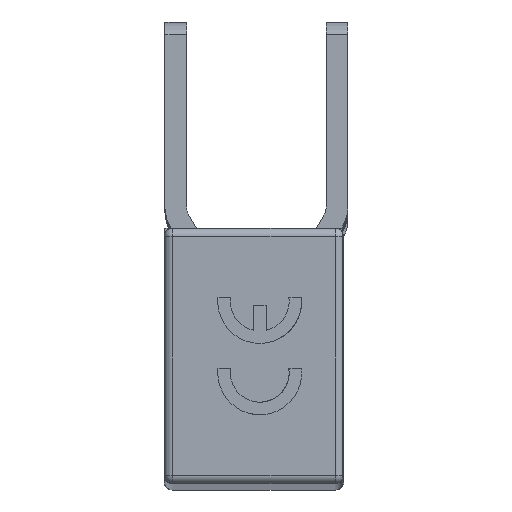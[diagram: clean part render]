
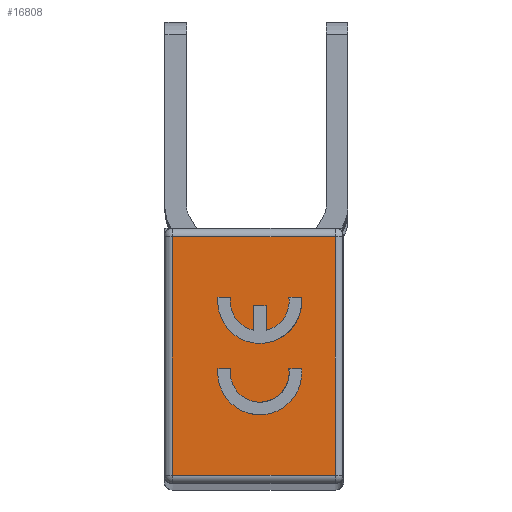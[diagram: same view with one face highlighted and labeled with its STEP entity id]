
A CAD part, top view. The second image highlights one B-rep face of the part: STEP entity #16808.
In plain terms, the highlighted planar face has unit normal (0, 0, 1).
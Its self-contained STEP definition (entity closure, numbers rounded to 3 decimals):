
#13115=DIRECTION('',(-1.,0.,0.));
#13116=VECTOR('',#13115,9.7);
#13117=CARTESIAN_POINT('',(8.047,9.008,215.));
#13118=LINE('',#13117,#13116);
#13503=DIRECTION('',(0.,-1.,0.));
#13504=VECTOR('',#13503,14.2);
#13505=CARTESIAN_POINT('',(-1.653,9.008,215.));
#13506=LINE('',#13505,#13504);
#13565=DIRECTION('',(1.,0.,0.));
#13566=VECTOR('',#13565,9.7);
#13567=CARTESIAN_POINT('',(-1.653,-5.192,215.));
#13568=LINE('',#13567,#13566);
#13627=DIRECTION('',(0.,1.,0.));
#13628=VECTOR('',#13627,14.2);
#13629=CARTESIAN_POINT('',(8.047,-5.192,215.));
#13630=LINE('',#13629,#13628);
#13641=DIRECTION('',(-1.,0.,0.));
#13642=VECTOR('',#13641,0.755);
#13643=CARTESIAN_POINT('',(1.815,1.158,215.));
#13644=LINE('',#13643,#13642);
#13648=CARTESIAN_POINT('',(3.547,0.908,215.));
#13649=DIRECTION('',(0.,0.,1.));
#13650=DIRECTION('',(-0.995,0.1,0.));
#13651=AXIS2_PLACEMENT_3D('',#13648,#13649,#13650);
#13656=CARTESIAN_POINT('',(3.547,0.908,215.));
#13657=DIRECTION('',(0.,0.,1.));
#13658=DIRECTION('',(0.995,-0.1,0.));
#13659=AXIS2_PLACEMENT_3D('',#13656,#13657,#13658);
#13664=DIRECTION('',(-1.,0.,0.));
#13665=VECTOR('',#13664,0.755);
#13666=CARTESIAN_POINT('',(6.035,1.158,215.));
#13667=LINE('',#13666,#13665);
#13671=CARTESIAN_POINT('',(3.547,0.908,215.));
#13672=DIRECTION('',(0.,0.,-1.));
#13673=DIRECTION('',(0.99,0.143,0.));
#13674=AXIS2_PLACEMENT_3D('',#13671,#13672,#13673);
#13679=CARTESIAN_POINT('',(3.547,0.908,215.));
#13680=DIRECTION('',(0.,0.,-1.));
#13681=DIRECTION('',(0.99,-0.143,0.));
#13682=AXIS2_PLACEMENT_3D('',#13679,#13680,#13681);
#13687=CARTESIAN_POINT('',(3.547,0.908,215.));
#13688=DIRECTION('',(0.,0.,-1.));
#13689=DIRECTION('',(0.,-1.,0.));
#13690=AXIS2_PLACEMENT_3D('',#13687,#13688,#13689);
#13695=DIRECTION('',(-1.,0.,0.));
#13696=VECTOR('',#13695,0.755);
#13697=CARTESIAN_POINT('',(1.815,5.408,215.));
#13698=LINE('',#13697,#13696);
#13702=CARTESIAN_POINT('',(3.547,5.158,215.));
#13703=DIRECTION('',(0.,0.,1.));
#13704=DIRECTION('',(-0.995,0.1,0.));
#13705=AXIS2_PLACEMENT_3D('',#13702,#13703,#13704);
#13710=CARTESIAN_POINT('',(3.547,5.158,215.));
#13711=DIRECTION('',(0.,0.,1.));
#13712=DIRECTION('',(0.,-1.,0.));
#13713=AXIS2_PLACEMENT_3D('',#13710,#13711,#13712);
#13718=CARTESIAN_POINT('',(3.547,5.158,215.));
#13719=DIRECTION('',(0.,0.,1.));
#13720=DIRECTION('',(0.995,-0.1,0.));
#13721=AXIS2_PLACEMENT_3D('',#13718,#13719,#13720);
#13726=DIRECTION('',(-1.,0.,0.));
#13727=VECTOR('',#13726,0.755);
#13728=CARTESIAN_POINT('',(6.035,5.408,215.));
#13729=LINE('',#13728,#13727);
#13733=CARTESIAN_POINT('',(3.547,5.158,215.));
#13734=DIRECTION('',(0.,0.,-1.));
#13735=DIRECTION('',(0.99,0.143,0.));
#13736=AXIS2_PLACEMENT_3D('',#13733,#13734,#13735);
#13741=DIRECTION('',(0.,1.,0.));
#13742=VECTOR('',#13741,1.459);
#13743=CARTESIAN_POINT('',(3.922,3.449,215.));
#13744=LINE('',#13743,#13742);
#13748=DIRECTION('',(-1.,0.,0.));
#13749=VECTOR('',#13748,0.75);
#13750=CARTESIAN_POINT('',(3.922,4.908,215.));
#13751=LINE('',#13750,#13749);
#13755=DIRECTION('',(0.,-1.,0.));
#13756=VECTOR('',#13755,1.459);
#13757=CARTESIAN_POINT('',(3.172,4.908,215.));
#13758=LINE('',#13757,#13756);
#13762=CARTESIAN_POINT('',(3.547,5.158,215.));
#13763=DIRECTION('',(0.,0.,-1.));
#13764=DIRECTION('',(-0.214,-0.977,0.));
#13765=AXIS2_PLACEMENT_3D('',#13762,#13763,#13764);
#15335=CARTESIAN_POINT('',(-1.653,9.008,215.));
#15336=VERTEX_POINT('',#15335);
#15339=CARTESIAN_POINT('',(8.047,9.008,215.));
#15341=VERTEX_POINT('',#15339);
#15405=CARTESIAN_POINT('',(-1.653,-5.192,215.));
#15406=VERTEX_POINT('',#15405);
#15411=CARTESIAN_POINT('',(8.047,-5.192,215.));
#15412=VERTEX_POINT('',#15411);
#15419=CARTESIAN_POINT('',(1.815,1.158,215.));
#15420=CARTESIAN_POINT('',(1.06,1.158,215.));
#15421=VERTEX_POINT('',#15419);
#15422=VERTEX_POINT('',#15420);
#15423=CARTESIAN_POINT('',(6.035,0.658,215.));
#15424=VERTEX_POINT('',#15423);
#15425=CARTESIAN_POINT('',(6.035,1.158,215.));
#15426=VERTEX_POINT('',#15425);
#15427=CARTESIAN_POINT('',(5.279,1.158,215.));
#15428=VERTEX_POINT('',#15427);
#15429=CARTESIAN_POINT('',(5.279,0.658,215.));
#15430=VERTEX_POINT('',#15429);
#15431=CARTESIAN_POINT('',(3.547,-0.842,215.));
#15432=VERTEX_POINT('',#15431);
#15433=CARTESIAN_POINT('',(1.815,5.408,215.));
#15434=CARTESIAN_POINT('',(1.06,5.408,215.));
#15435=VERTEX_POINT('',#15433);
#15436=VERTEX_POINT('',#15434);
#15437=CARTESIAN_POINT('',(3.547,2.658,215.));
#15438=VERTEX_POINT('',#15437);
#15439=CARTESIAN_POINT('',(6.035,4.908,215.));
#15440=VERTEX_POINT('',#15439);
#15441=CARTESIAN_POINT('',(6.035,5.408,215.));
#15442=VERTEX_POINT('',#15441);
#15443=CARTESIAN_POINT('',(5.279,5.408,215.));
#15444=VERTEX_POINT('',#15443);
#15445=CARTESIAN_POINT('',(3.922,3.449,215.));
#15446=VERTEX_POINT('',#15445);
#15447=CARTESIAN_POINT('',(3.922,4.908,215.));
#15448=VERTEX_POINT('',#15447);
#15449=CARTESIAN_POINT('',(3.172,4.908,215.));
#15450=VERTEX_POINT('',#15449);
#15451=CARTESIAN_POINT('',(3.172,3.449,215.));
#15452=VERTEX_POINT('',#15451);
#16759=CARTESIAN_POINT('',(-2.153,9.508,215.));
#16760=DIRECTION('',(0.,0.,1.));
#16761=DIRECTION('',(0.,-1.,0.));
#16762=AXIS2_PLACEMENT_3D('',#16759,#16760,#16761);
#16763=PLANE('',#16762);
#16764=ORIENTED_EDGE('',*,*,#16609,.F.);
#16765=ORIENTED_EDGE('',*,*,#16233,.F.);
#16766=ORIENTED_EDGE('',*,*,#16743,.F.);
#16767=ORIENTED_EDGE('',*,*,#16656,.F.);
#16768=EDGE_LOOP('',(#16764,#16765,#16766,#16767));
#16769=FACE_OUTER_BOUND('',#16768,.F.);
#16771=ORIENTED_EDGE('',*,*,#16770,.T.);
#16773=ORIENTED_EDGE('',*,*,#16772,.T.);
#16775=ORIENTED_EDGE('',*,*,#16774,.T.);
#16777=ORIENTED_EDGE('',*,*,#16776,.T.);
#16779=ORIENTED_EDGE('',*,*,#16778,.T.);
#16781=ORIENTED_EDGE('',*,*,#16780,.T.);
#16783=ORIENTED_EDGE('',*,*,#16782,.T.);
#16784=EDGE_LOOP('',(#16771,#16773,#16775,#16777,#16779,#16781,#16783));
#16785=FACE_BOUND('',#16784,.F.);
#16787=ORIENTED_EDGE('',*,*,#16786,.T.);
#16789=ORIENTED_EDGE('',*,*,#16788,.T.);
#16791=ORIENTED_EDGE('',*,*,#16790,.T.);
#16793=ORIENTED_EDGE('',*,*,#16792,.T.);
#16795=ORIENTED_EDGE('',*,*,#16794,.T.);
#16797=ORIENTED_EDGE('',*,*,#16796,.T.);
#16799=ORIENTED_EDGE('',*,*,#16798,.T.);
#16801=ORIENTED_EDGE('',*,*,#16800,.T.);
#16803=ORIENTED_EDGE('',*,*,#16802,.T.);
#16805=ORIENTED_EDGE('',*,*,#16804,.T.);
#16806=EDGE_LOOP('',(#16787,#16789,#16791,#16793,#16795,#16797,#16799,#16801,
#16803,#16805));
#16807=FACE_BOUND('',#16806,.F.);
#13652=CIRCLE('',#13651,2.5);
#13660=CIRCLE('',#13659,2.5);
#13675=CIRCLE('',#13674,1.75);
#13683=CIRCLE('',#13682,1.75);
#13691=CIRCLE('',#13690,1.75);
#13706=CIRCLE('',#13705,2.5);
#13714=CIRCLE('',#13713,2.5);
#13722=CIRCLE('',#13721,2.5);
#13737=CIRCLE('',#13736,1.75);
#13766=CIRCLE('',#13765,1.75);
#16233=EDGE_CURVE('',#15341,#15336,#13118,.T.);
#16609=EDGE_CURVE('',#15336,#15406,#13506,.T.);
#16656=EDGE_CURVE('',#15406,#15412,#13568,.T.);
#16743=EDGE_CURVE('',#15412,#15341,#13630,.T.);
#16770=EDGE_CURVE('',#15421,#15422,#13644,.T.);
#16772=EDGE_CURVE('',#15422,#15424,#13652,.T.);
#16774=EDGE_CURVE('',#15424,#15426,#13660,.T.);
#16776=EDGE_CURVE('',#15426,#15428,#13667,.T.);
#16778=EDGE_CURVE('',#15428,#15430,#13675,.T.);
#16780=EDGE_CURVE('',#15430,#15432,#13683,.T.);
#16782=EDGE_CURVE('',#15432,#15421,#13691,.T.);
#16786=EDGE_CURVE('',#15435,#15436,#13698,.T.);
#16788=EDGE_CURVE('',#15436,#15438,#13706,.T.);
#16790=EDGE_CURVE('',#15438,#15440,#13714,.T.);
#16792=EDGE_CURVE('',#15440,#15442,#13722,.T.);
#16794=EDGE_CURVE('',#15442,#15444,#13729,.T.);
#16796=EDGE_CURVE('',#15444,#15446,#13737,.T.);
#16798=EDGE_CURVE('',#15446,#15448,#13744,.T.);
#16800=EDGE_CURVE('',#15448,#15450,#13751,.T.);
#16802=EDGE_CURVE('',#15450,#15452,#13758,.T.);
#16804=EDGE_CURVE('',#15452,#15435,#13766,.T.);
#16808=ADVANCED_FACE('',(#16769,#16785,#16807),#16763,.T.);
